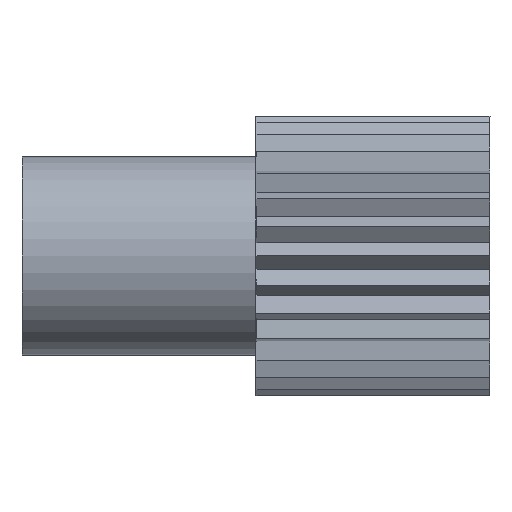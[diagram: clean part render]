
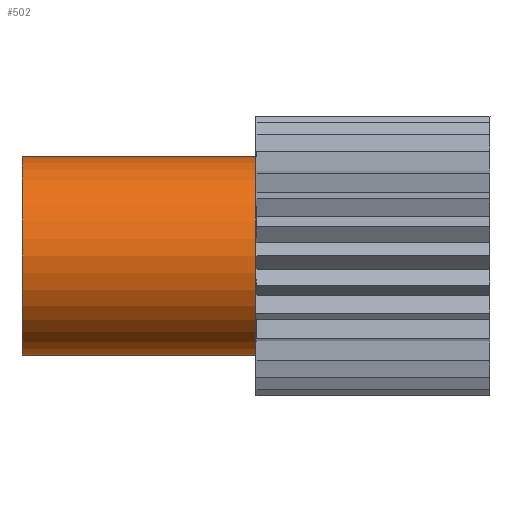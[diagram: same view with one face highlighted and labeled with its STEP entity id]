
A CAD part, left-side view. The second image highlights one B-rep face of the part: STEP entity #502.
In plain terms, the highlighted cylindrical face has radius 3.175 mm (diameter 6.35 mm), a partial arc.
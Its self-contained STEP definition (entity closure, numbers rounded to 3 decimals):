
#79 = DIRECTION ( 'NONE',  ( 0., 0., 1. ) ) ;
#116 = EDGE_CURVE ( 'NONE', #519, #2202, #816, .T. ) ;
#180 = CARTESIAN_POINT ( 'NONE',  ( 0., 7.5, 0. ) ) ;
#333 = VERTEX_POINT ( 'NONE', #616 ) ;
#334 = FACE_OUTER_BOUND ( 'NONE', #877, .T. ) ;
#400 = ORIENTED_EDGE ( 'NONE', *, *, #1330, .T. ) ;
#473 = CARTESIAN_POINT ( 'NONE',  ( 0., 0., -3.175 ) ) ;
#494 = AXIS2_PLACEMENT_3D ( 'NONE', #180, #1226, #721 ) ;
#498 = ORIENTED_EDGE ( 'NONE', *, *, #116, .F. ) ;
#502 = ADVANCED_FACE ( 'NONE', ( #334 ), #1027, .T. ) ;
#519 = VERTEX_POINT ( 'NONE', #1710 ) ;
#533 = VECTOR ( 'NONE', #1929, 1000. ) ;
#546 = CARTESIAN_POINT ( 'NONE',  ( 0., 7.5, -3.175 ) ) ;
#616 = CARTESIAN_POINT ( 'NONE',  ( 0., 0., 3.175 ) ) ;
#634 = VECTOR ( 'NONE', #706, 1000. ) ;
#645 = ORIENTED_EDGE ( 'NONE', *, *, #1446, .T. ) ;
#690 = LINE ( 'NONE', #1546, #533 ) ;
#691 = VERTEX_POINT ( 'NONE', #473 ) ;
#706 = DIRECTION ( 'NONE',  ( 0., -1., 0. ) ) ;
#721 = DIRECTION ( 'NONE',  ( 0., 0., -1. ) ) ;
#797 = CARTESIAN_POINT ( 'NONE',  ( 0., 7.5, 0. ) ) ;
#816 = CIRCLE ( 'NONE', #1681, 3.175 ) ;
#861 = DIRECTION ( 'NONE',  ( 0., 0., 1. ) ) ;
#877 = EDGE_LOOP ( 'NONE', ( #1386, #498, #400, #645 ) ) ;
#890 = AXIS2_PLACEMENT_3D ( 'NONE', #1797, #1971, #79 ) ;
#1027 = CYLINDRICAL_SURFACE ( 'NONE', #494, 3.175 ) ;
#1226 = DIRECTION ( 'NONE',  ( 0., -1., 0. ) ) ;
#1330 = EDGE_CURVE ( 'NONE', #519, #691, #1869, .T. ) ;
#1386 = ORIENTED_EDGE ( 'NONE', *, *, #2115, .F. ) ;
#1446 = EDGE_CURVE ( 'NONE', #691, #333, #1572, .T. ) ;
#1546 = CARTESIAN_POINT ( 'NONE',  ( 0., 7.5, 3.175 ) ) ;
#1572 = CIRCLE ( 'NONE', #890, 3.175 ) ;
#1681 = AXIS2_PLACEMENT_3D ( 'NONE', #797, #1836, #861 ) ;
#1702 = CARTESIAN_POINT ( 'NONE',  ( 0., 7.5, 3.175 ) ) ;
#1710 = CARTESIAN_POINT ( 'NONE',  ( 0., 7.5, -3.175 ) ) ;
#1797 = CARTESIAN_POINT ( 'NONE',  ( 0., 0., 0. ) ) ;
#1836 = DIRECTION ( 'NONE',  ( 0., 1., 0. ) ) ;
#1869 = LINE ( 'NONE', #546, #634 ) ;
#1929 = DIRECTION ( 'NONE',  ( 0., -1., 0. ) ) ;
#1971 = DIRECTION ( 'NONE',  ( 0., 1., 0. ) ) ;
#2115 = EDGE_CURVE ( 'NONE', #2202, #333, #690, .T. ) ;
#2202 = VERTEX_POINT ( 'NONE', #1702 ) ;
